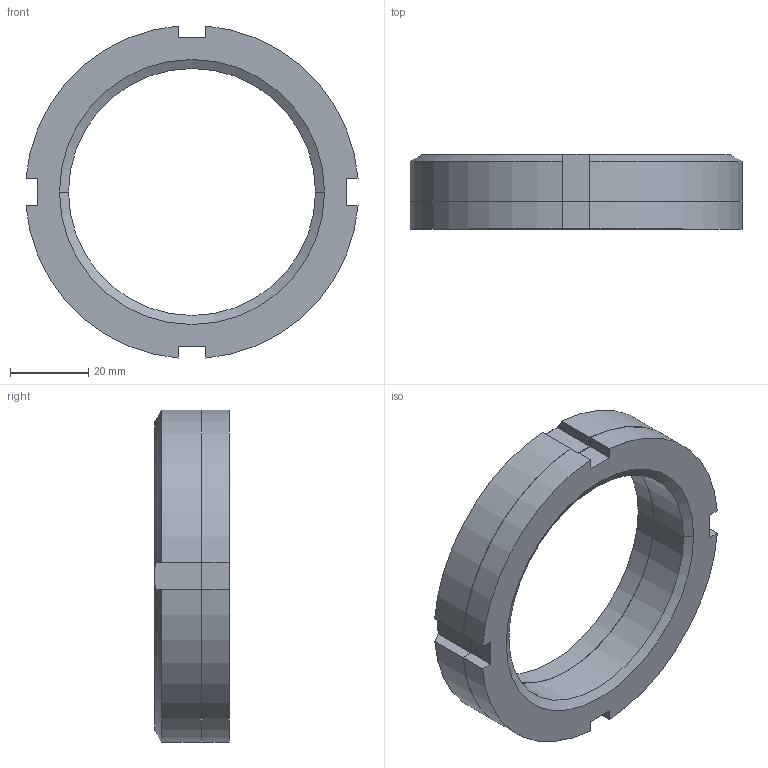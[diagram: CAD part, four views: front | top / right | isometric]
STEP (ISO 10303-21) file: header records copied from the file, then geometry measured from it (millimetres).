
FILE_DESCRIPTION((''),'2;1');
FILE_NAME('1RSTD0653____0','2019-10-29T15:20:18',('kim.bk'),(''),'CREO PARAMETRIC BY PTC INC, 2019010','CREO PARAMETRIC BY PTC INC, 2019010','');
FILE_SCHEMA(('CONFIG_CONTROL_DESIGN'));
Length unit declared in the file: millimetre
Products named in the file (1): 1RSTD0653____0
Bounding box: 84.71 x 19 x 84.71 mm (x, y, z)
Volume: 45520.9 mm3; surface area: 20246.4 mm2
Topology: 2 solids, 2 shells, 417 faces, 1174 edges, 780 vertices
Faces by surface type: plane 393, cone 12, cylinder 12
Entity records: 13272 total; most frequent: CARTESIAN_POINT 2427, ORIENTED_EDGE 2348, DIRECTION 2032, EDGE_CURVE 1174, VECTOR 1118, LINE 1118, VERTEX_POINT 780, AXIS2_PLACEMENT_3D 457
